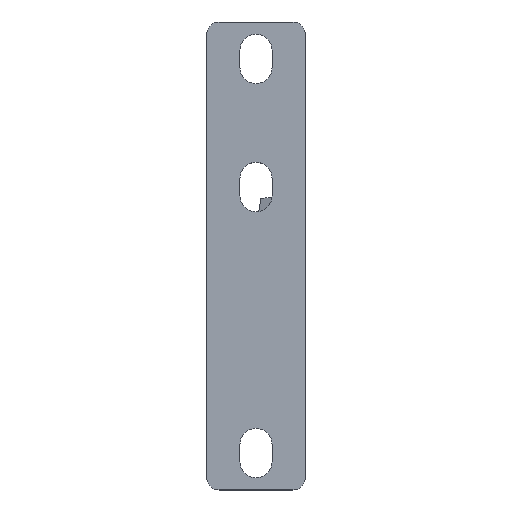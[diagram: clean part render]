
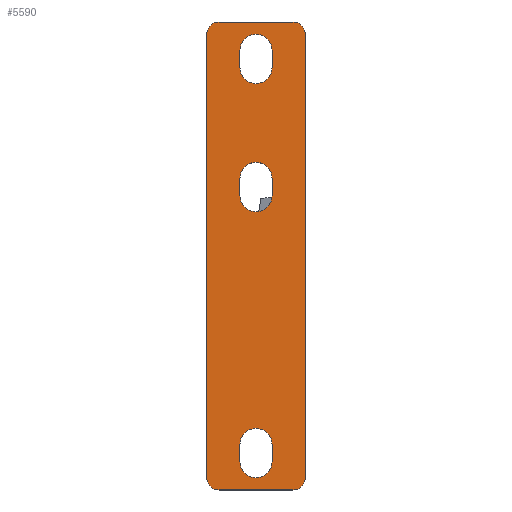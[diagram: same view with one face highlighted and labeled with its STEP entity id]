
A CAD part, top view. The second image highlights one B-rep face of the part: STEP entity #5590.
In plain terms, the highlighted face is planar.
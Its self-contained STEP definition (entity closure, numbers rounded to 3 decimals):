
#5197=DIRECTION('',(0.,0.,-1.));
#5198=VECTOR('',#5197,180.);
#5199=CARTESIAN_POINT('',(0.,-40.,-5.));
#5200=LINE('',#5199,#5198);
#5201=DIRECTION('',(0.,-1.,0.));
#5202=VECTOR('',#5201,30.);
#5203=CARTESIAN_POINT('',(0.,-5.,0.));
#5204=LINE('',#5203,#5202);
#5205=DIRECTION('',(0.,0.,1.));
#5206=VECTOR('',#5205,180.);
#5207=CARTESIAN_POINT('',(0.,0.,-185.));
#5208=LINE('',#5207,#5206);
#5209=DIRECTION('',(0.,1.,0.));
#5210=VECTOR('',#5209,30.);
#5211=CARTESIAN_POINT('',(0.,-35.,-190.));
#5212=LINE('',#5211,#5210);
#5213=DIRECTION('',(0.,0.,-1.));
#5214=VECTOR('',#5213,7.);
#5215=CARTESIAN_POINT('',(0.,-13.5,-171.5));
#5216=LINE('',#5215,#5214);
#5217=CARTESIAN_POINT('',(0.,-20.,-171.5));
#5218=DIRECTION('',(1.,0.,0.));
#5219=DIRECTION('',(0.,1.,0.));
#5220=AXIS2_PLACEMENT_3D('',#5217,#5218,#5219);
#5222=DIRECTION('',(0.,0.,1.));
#5223=VECTOR('',#5222,7.);
#5224=CARTESIAN_POINT('',(0.,-26.5,-178.5));
#5225=LINE('',#5224,#5223);
#5226=CARTESIAN_POINT('',(0.,-20.,-178.5));
#5227=DIRECTION('',(1.,0.,0.));
#5228=DIRECTION('',(0.,-1.,0.));
#5229=AXIS2_PLACEMENT_3D('',#5226,#5227,#5228);
#5231=CARTESIAN_POINT('',(0.,-20.,-18.5));
#5232=DIRECTION('',(1.,0.,0.));
#5233=DIRECTION('',(0.,-1.,0.));
#5234=AXIS2_PLACEMENT_3D('',#5231,#5232,#5233);
#5236=DIRECTION('',(0.,0.,-1.));
#5237=VECTOR('',#5236,7.);
#5238=CARTESIAN_POINT('',(0.,-13.5,-11.5));
#5239=LINE('',#5238,#5237);
#5240=CARTESIAN_POINT('',(0.,-20.,-11.5));
#5241=DIRECTION('',(1.,0.,0.));
#5242=DIRECTION('',(0.,1.,0.));
#5243=AXIS2_PLACEMENT_3D('',#5240,#5241,#5242);
#5245=DIRECTION('',(0.,0.,1.));
#5246=VECTOR('',#5245,7.);
#5247=CARTESIAN_POINT('',(0.,-26.5,-18.5));
#5248=LINE('',#5247,#5246);
#5249=DIRECTION('',(0.,0.,1.));
#5250=VECTOR('',#5249,7.);
#5251=CARTESIAN_POINT('',(0.,-26.5,-70.5));
#5252=LINE('',#5251,#5250);
#5253=CARTESIAN_POINT('',(0.,-20.,-70.5));
#5254=DIRECTION('',(1.,0.,0.));
#5255=DIRECTION('',(0.,-1.,0.));
#5256=AXIS2_PLACEMENT_3D('',#5253,#5254,#5255);
#5258=DIRECTION('',(0.,0.,-1.));
#5259=VECTOR('',#5258,7.);
#5260=CARTESIAN_POINT('',(0.,-13.5,-63.5));
#5261=LINE('',#5260,#5259);
#5262=CARTESIAN_POINT('',(0.,-20.,-63.5));
#5263=DIRECTION('',(1.,0.,0.));
#5264=DIRECTION('',(0.,1.,0.));
#5265=AXIS2_PLACEMENT_3D('',#5262,#5263,#5264);
#5280=CARTESIAN_POINT('',(0.,-35.,-185.));
#5281=DIRECTION('',(1.,0.,0.));
#5282=DIRECTION('',(0.,-1.,0.));
#5283=AXIS2_PLACEMENT_3D('',#5280,#5281,#5282);
#5298=CARTESIAN_POINT('',(0.,-5.,-185.));
#5299=DIRECTION('',(1.,0.,0.));
#5300=DIRECTION('',(0.,0.,-1.));
#5301=AXIS2_PLACEMENT_3D('',#5298,#5299,#5300);
#5316=CARTESIAN_POINT('',(0.,-5.,-5.));
#5317=DIRECTION('',(1.,0.,0.));
#5318=DIRECTION('',(0.,1.,0.));
#5319=AXIS2_PLACEMENT_3D('',#5316,#5317,#5318);
#5334=CARTESIAN_POINT('',(0.,-35.,-5.));
#5335=DIRECTION('',(1.,0.,0.));
#5336=DIRECTION('',(0.,0.,1.));
#5337=AXIS2_PLACEMENT_3D('',#5334,#5335,#5336);
#5458=CARTESIAN_POINT('',(0.,-35.,-190.));
#5460=VERTEX_POINT('',#5458);
#5463=CARTESIAN_POINT('',(0.,-40.,-185.));
#5464=VERTEX_POINT('',#5463);
#5466=CARTESIAN_POINT('',(0.,0.,-185.));
#5468=VERTEX_POINT('',#5466);
#5471=CARTESIAN_POINT('',(0.,-5.,-190.));
#5472=VERTEX_POINT('',#5471);
#5474=CARTESIAN_POINT('',(0.,-40.,-5.));
#5476=VERTEX_POINT('',#5474);
#5479=CARTESIAN_POINT('',(0.,-35.,0.));
#5480=VERTEX_POINT('',#5479);
#5482=CARTESIAN_POINT('',(0.,-5.,0.));
#5484=VERTEX_POINT('',#5482);
#5487=CARTESIAN_POINT('',(0.,0.,-5.));
#5488=VERTEX_POINT('',#5487);
#5489=CARTESIAN_POINT('',(0.,-13.5,-171.5));
#5490=CARTESIAN_POINT('',(0.,-13.5,-178.5));
#5491=VERTEX_POINT('',#5489);
#5492=VERTEX_POINT('',#5490);
#5493=CARTESIAN_POINT('',(0.,-26.5,-178.5));
#5494=VERTEX_POINT('',#5493);
#5495=CARTESIAN_POINT('',(0.,-26.5,-171.5));
#5496=VERTEX_POINT('',#5495);
#5497=CARTESIAN_POINT('',(0.,-26.5,-18.5));
#5498=CARTESIAN_POINT('',(0.,-13.5,-18.5));
#5499=VERTEX_POINT('',#5497);
#5500=VERTEX_POINT('',#5498);
#5501=CARTESIAN_POINT('',(0.,-26.5,-11.5));
#5502=VERTEX_POINT('',#5501);
#5503=CARTESIAN_POINT('',(0.,-13.5,-11.5));
#5504=VERTEX_POINT('',#5503);
#5521=CARTESIAN_POINT('',(0.,-26.5,-70.5));
#5522=CARTESIAN_POINT('',(0.,-26.5,-63.5));
#5523=VERTEX_POINT('',#5521);
#5524=VERTEX_POINT('',#5522);
#5525=CARTESIAN_POINT('',(0.,-13.5,-63.5));
#5526=VERTEX_POINT('',#5525);
#5527=CARTESIAN_POINT('',(0.,-13.5,-70.5));
#5528=VERTEX_POINT('',#5527);
#5537=CARTESIAN_POINT('',(0.,0.,0.));
#5538=DIRECTION('',(1.,0.,0.));
#5539=DIRECTION('',(0.,-1.,0.));
#5540=AXIS2_PLACEMENT_3D('',#5537,#5538,#5539);
#5541=PLANE('',#5540);
#5543=ORIENTED_EDGE('',*,*,#5542,.F.);
#5545=ORIENTED_EDGE('',*,*,#5544,.F.);
#5547=ORIENTED_EDGE('',*,*,#5546,.F.);
#5549=ORIENTED_EDGE('',*,*,#5548,.F.);
#5551=ORIENTED_EDGE('',*,*,#5550,.F.);
#5553=ORIENTED_EDGE('',*,*,#5552,.F.);
#5555=ORIENTED_EDGE('',*,*,#5554,.F.);
#5557=ORIENTED_EDGE('',*,*,#5556,.F.);
#5558=EDGE_LOOP('',(#5543,#5545,#5547,#5549,#5551,#5553,#5555,#5557));
#5559=FACE_OUTER_BOUND('',#5558,.F.);
#5561=ORIENTED_EDGE('',*,*,#5560,.F.);
#5563=ORIENTED_EDGE('',*,*,#5562,.T.);
#5565=ORIENTED_EDGE('',*,*,#5564,.F.);
#5567=ORIENTED_EDGE('',*,*,#5566,.T.);
#5568=EDGE_LOOP('',(#5561,#5563,#5565,#5567));
#5569=FACE_BOUND('',#5568,.F.);
#5571=ORIENTED_EDGE('',*,*,#5570,.T.);
#5573=ORIENTED_EDGE('',*,*,#5572,.F.);
#5575=ORIENTED_EDGE('',*,*,#5574,.T.);
#5577=ORIENTED_EDGE('',*,*,#5576,.F.);
#5578=EDGE_LOOP('',(#5571,#5573,#5575,#5577));
#5579=FACE_BOUND('',#5578,.F.);
#5581=ORIENTED_EDGE('',*,*,#5580,.F.);
#5583=ORIENTED_EDGE('',*,*,#5582,.T.);
#5585=ORIENTED_EDGE('',*,*,#5584,.F.);
#5587=ORIENTED_EDGE('',*,*,#5586,.T.);
#5588=EDGE_LOOP('',(#5581,#5583,#5585,#5587));
#5589=FACE_BOUND('',#5588,.F.);
#5590=ADVANCED_FACE('',(#5559,#5569,#5579,#5589),#5541,.T.);
#5221=CIRCLE('',#5220,6.5);
#5230=CIRCLE('',#5229,6.5);
#5235=CIRCLE('',#5234,6.5);
#5244=CIRCLE('',#5243,6.5);
#5257=CIRCLE('',#5256,6.5);
#5266=CIRCLE('',#5265,6.5);
#5284=CIRCLE('',#5283,5.);
#5302=CIRCLE('',#5301,5.);
#5320=CIRCLE('',#5319,5.);
#5338=CIRCLE('',#5337,5.);
#5542=EDGE_CURVE('',#5464,#5460,#5284,.T.);
#5544=EDGE_CURVE('',#5476,#5464,#5200,.T.);
#5546=EDGE_CURVE('',#5480,#5476,#5338,.T.);
#5548=EDGE_CURVE('',#5484,#5480,#5204,.T.);
#5550=EDGE_CURVE('',#5488,#5484,#5320,.T.);
#5552=EDGE_CURVE('',#5468,#5488,#5208,.T.);
#5554=EDGE_CURVE('',#5472,#5468,#5302,.T.);
#5556=EDGE_CURVE('',#5460,#5472,#5212,.T.);
#5560=EDGE_CURVE('',#5491,#5492,#5216,.T.);
#5562=EDGE_CURVE('',#5491,#5496,#5221,.T.);
#5564=EDGE_CURVE('',#5494,#5496,#5225,.T.);
#5566=EDGE_CURVE('',#5494,#5492,#5230,.T.);
#5570=EDGE_CURVE('',#5499,#5500,#5235,.T.);
#5572=EDGE_CURVE('',#5504,#5500,#5239,.T.);
#5574=EDGE_CURVE('',#5504,#5502,#5244,.T.);
#5576=EDGE_CURVE('',#5499,#5502,#5248,.T.);
#5580=EDGE_CURVE('',#5523,#5524,#5252,.T.);
#5582=EDGE_CURVE('',#5523,#5528,#5257,.T.);
#5584=EDGE_CURVE('',#5526,#5528,#5261,.T.);
#5586=EDGE_CURVE('',#5526,#5524,#5266,.T.);
